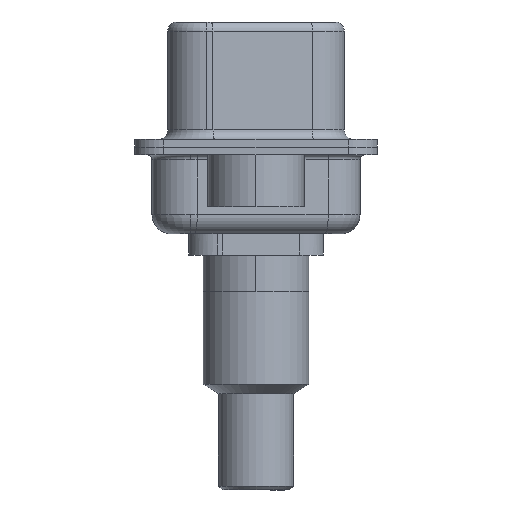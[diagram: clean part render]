
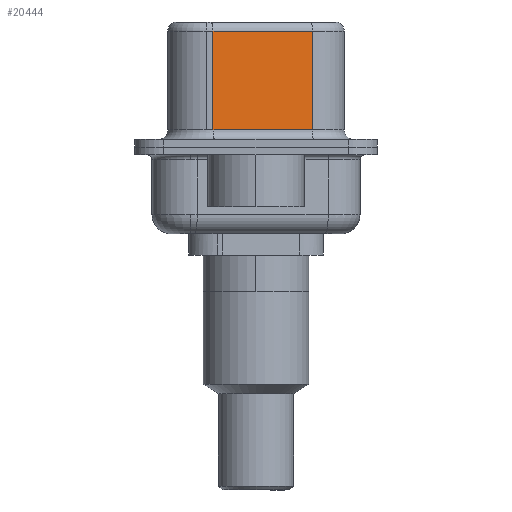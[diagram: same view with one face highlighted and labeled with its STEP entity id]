
A CAD part, left-side view. The second image highlights one B-rep face of the part: STEP entity #20444.
In plain terms, the highlighted planar face has unit normal (-0.985, -0.174, 0).
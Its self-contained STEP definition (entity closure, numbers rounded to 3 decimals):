
#629 = CARTESIAN_POINT ( 'NONE',  ( 4.585, -2.927, 6.52 ) ) ;
#739 = FACE_OUTER_BOUND ( 'NONE', #1742, .T. ) ;
#1326 = LINE ( 'NONE', #4169, #17746 ) ;
#1576 = DIRECTION ( 'NONE',  ( -0.174, 0.985, 0. ) ) ;
#1683 = CARTESIAN_POINT ( 'NONE',  ( 4.585, -2.927, 6.02 ) ) ;
#1742 = EDGE_LOOP ( 'NONE', ( #19932, #19495, #7443, #14405 ) ) ;
#2281 = DIRECTION ( 'NONE',  ( 0., 0., -1. ) ) ;
#2355 = DIRECTION ( 'NONE',  ( 0.174, -0.985, 0. ) ) ;
#3007 = DIRECTION ( 'NONE',  ( -0.174, 0.985, 0. ) ) ;
#3562 = VECTOR ( 'NONE', #1576, 1000. ) ;
#3977 = EDGE_CURVE ( 'NONE', #12950, #9047, #1326, .T. ) ;
#3990 = VECTOR ( 'NONE', #2355, 1000. ) ;
#4169 = CARTESIAN_POINT ( 'NONE',  ( 3.675, 2.233, 6.52 ) ) ;
#7084 = VERTEX_POINT ( 'NONE', #10920 ) ;
#7443 = ORIENTED_EDGE ( 'NONE', *, *, #3977, .T. ) ;
#7679 = CARTESIAN_POINT ( 'NONE',  ( 4.585, -2.927, 6.52 ) ) ;
#9047 = VERTEX_POINT ( 'NONE', #13334 ) ;
#9132 = LINE ( 'NONE', #629, #17108 ) ;
#9357 = AXIS2_PLACEMENT_3D ( 'NONE', #7679, #12423, #3007 ) ;
#9737 = VERTEX_POINT ( 'NONE', #13915 ) ;
#10443 = CARTESIAN_POINT ( 'NONE',  ( 3.675, 2.233, 6.02 ) ) ;
#10719 = EDGE_CURVE ( 'NONE', #7084, #12950, #11393, .T. ) ;
#10859 = PLANE ( 'NONE',  #9357 ) ;
#10920 = CARTESIAN_POINT ( 'NONE',  ( 4.585, -2.927, 6.02 ) ) ;
#11393 = LINE ( 'NONE', #1683, #3562 ) ;
#11876 = EDGE_CURVE ( 'NONE', #7084, #9737, #9132, .T. ) ;
#11911 = EDGE_CURVE ( 'NONE', #9047, #9737, #16578, .T. ) ;
#12423 = DIRECTION ( 'NONE',  ( 0.985, 0.174, 0. ) ) ;
#12950 = VERTEX_POINT ( 'NONE', #10443 ) ;
#13334 = CARTESIAN_POINT ( 'NONE',  ( 3.675, 2.233, 0.9 ) ) ;
#13915 = CARTESIAN_POINT ( 'NONE',  ( 4.585, -2.927, 0.9 ) ) ;
#14405 = ORIENTED_EDGE ( 'NONE', *, *, #11911, .T. ) ;
#15069 = CARTESIAN_POINT ( 'NONE',  ( 4.585, -2.927, 0.9 ) ) ;
#16578 = LINE ( 'NONE', #15069, #3990 ) ;
#17108 = VECTOR ( 'NONE', #2281, 1000. ) ;
#17746 = VECTOR ( 'NONE', #20030, 1000. ) ;
#19495 = ORIENTED_EDGE ( 'NONE', *, *, #10719, .T. ) ;
#19932 = ORIENTED_EDGE ( 'NONE', *, *, #11876, .F. ) ;
#20030 = DIRECTION ( 'NONE',  ( 0., 0., -1. ) ) ;
#20444 = ADVANCED_FACE ( 'NONE', ( #739 ), #10859, .F. ) ;
